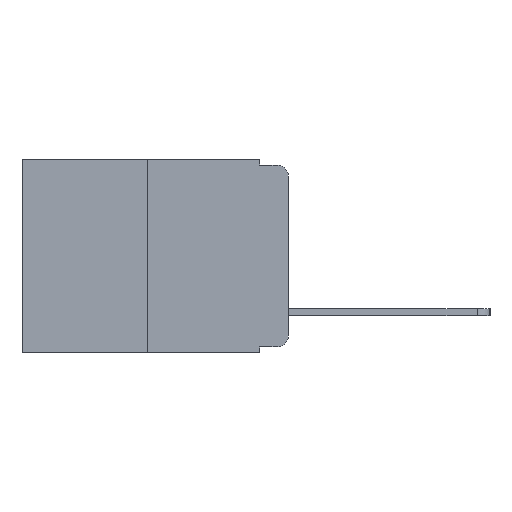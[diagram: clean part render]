
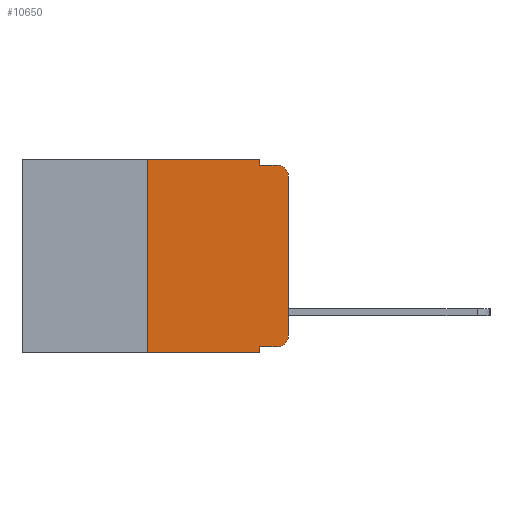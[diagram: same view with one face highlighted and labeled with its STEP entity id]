
A CAD part, left-side view. The second image highlights one B-rep face of the part: STEP entity #10650.
In plain terms, the highlighted planar face has unit normal (-1, 0, 0).
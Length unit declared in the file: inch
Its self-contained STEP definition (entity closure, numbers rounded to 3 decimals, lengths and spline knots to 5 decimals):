
#112 = ORIENTED_EDGE ( 'NONE', *, *, #18198, .F. ) ;
#292 = EDGE_CURVE ( 'NONE', #1520, #9360, #8663, .T. ) ;
#432 = CARTESIAN_POINT ( 'NONE',  ( 0., 0., -0.313 ) ) ;
#510 = CARTESIAN_POINT ( 'NONE',  ( 0., 0.25, -0.343 ) ) ;
#919 = VERTEX_POINT ( 'NONE', #510 ) ;
#983 = VERTEX_POINT ( 'NONE', #12198 ) ;
#1225 = LINE ( 'NONE', #17119, #18056 ) ;
#1234 = ORIENTED_EDGE ( 'NONE', *, *, #9761, .F. ) ;
#1499 = CARTESIAN_POINT ( 'NONE',  ( 0., 0.02, -0.01 ) ) ;
#1520 = VERTEX_POINT ( 'NONE', #432 ) ;
#1631 = DIRECTION ( 'NONE',  ( 1., 0., 0. ) ) ;
#2074 = CARTESIAN_POINT ( 'NONE',  ( 0., 0.051, -0.333 ) ) ;
#2479 = CARTESIAN_POINT ( 'NONE',  ( 0., 0.051, 0. ) ) ;
#3066 = VERTEX_POINT ( 'NONE', #5254 ) ;
#3079 = VERTEX_POINT ( 'NONE', #5403 ) ;
#3169 = DIRECTION ( 'NONE',  ( 0., -1., 0. ) ) ;
#3393 = VECTOR ( 'NONE', #3169, 39.37008 ) ;
#3948 = ORIENTED_EDGE ( 'NONE', *, *, #16151, .T. ) ;
#4147 = AXIS2_PLACEMENT_3D ( 'NONE', #19442, #9060, #21083 ) ;
#4160 = VERTEX_POINT ( 'NONE', #21419 ) ;
#4380 = VECTOR ( 'NONE', #22268, 39.37008 ) ;
#4390 = CARTESIAN_POINT ( 'NONE',  ( 0., 0.473, 0. ) ) ;
#4491 = ORIENTED_EDGE ( 'NONE', *, *, #14642, .F. ) ;
#4498 = LINE ( 'NONE', #14620, #8511 ) ;
#5022 = PLANE ( 'NONE',  #19593 ) ;
#5254 = CARTESIAN_POINT ( 'NONE',  ( 0., 0.25, 0. ) ) ;
#5375 = DIRECTION ( 'NONE',  ( 0., 0., 1. ) ) ;
#5403 = CARTESIAN_POINT ( 'NONE',  ( 0., 0.051, 0. ) ) ;
#5590 = CARTESIAN_POINT ( 'NONE',  ( 0., 0.02, -0.03 ) ) ;
#5747 = AXIS2_PLACEMENT_3D ( 'NONE', #5590, #17757, #7311 ) ;
#5847 = LINE ( 'NONE', #2479, #14479 ) ;
#6107 = DIRECTION ( 'NONE',  ( 0., -1., 0. ) ) ;
#6665 = DIRECTION ( 'NONE',  ( 0., 0., -1. ) ) ;
#6886 = ORIENTED_EDGE ( 'NONE', *, *, #15824, .F. ) ;
#7232 = CIRCLE ( 'NONE', #4147, 0.02 ) ;
#7311 = DIRECTION ( 'NONE',  ( 0., 0., -1. ) ) ;
#7519 = LINE ( 'NONE', #4390, #16224 ) ;
#7703 = ORIENTED_EDGE ( 'NONE', *, *, #292, .T. ) ;
#8511 = VECTOR ( 'NONE', #16412, 39.37008 ) ;
#8663 = LINE ( 'NONE', #12566, #16311 ) ;
#9057 = ORIENTED_EDGE ( 'NONE', *, *, #13477, .T. ) ;
#9059 = LINE ( 'NONE', #11742, #3393 ) ;
#9060 = DIRECTION ( 'NONE',  ( -1., 0., 0. ) ) ;
#9360 = VERTEX_POINT ( 'NONE', #12835 ) ;
#9409 = DIRECTION ( 'NONE',  ( 0., 0., -1. ) ) ;
#9761 = EDGE_CURVE ( 'NONE', #3066, #3079, #7519, .T. ) ;
#10650 = ADVANCED_FACE ( 'NONE', ( #14759 ), #5022, .F. ) ;
#11529 = VERTEX_POINT ( 'NONE', #1499 ) ;
#11742 = CARTESIAN_POINT ( 'NONE',  ( 0., 0.051, -0.01 ) ) ;
#11753 = VERTEX_POINT ( 'NONE', #16018 ) ;
#11998 = CARTESIAN_POINT ( 'NONE',  ( 0., 0.473, 0. ) ) ;
#12198 = CARTESIAN_POINT ( 'NONE',  ( 0., 0.02, -0.333 ) ) ;
#12314 = ORIENTED_EDGE ( 'NONE', *, *, #20389, .T. ) ;
#12318 = VERTEX_POINT ( 'NONE', #2074 ) ;
#12340 = EDGE_CURVE ( 'NONE', #983, #1520, #7232, .T. ) ;
#12566 = CARTESIAN_POINT ( 'NONE',  ( 0., 0., 0. ) ) ;
#12824 = ORIENTED_EDGE ( 'NONE', *, *, #19297, .F. ) ;
#12835 = CARTESIAN_POINT ( 'NONE',  ( 0., 0., -0.03 ) ) ;
#13477 = EDGE_CURVE ( 'NONE', #12318, #983, #4498, .T. ) ;
#13674 = DIRECTION ( 'NONE',  ( 0., 0., -1. ) ) ;
#14186 = CARTESIAN_POINT ( 'NONE',  ( 0., 0.25, 0. ) ) ;
#14479 = VECTOR ( 'NONE', #9409, 39.37008 ) ;
#14620 = CARTESIAN_POINT ( 'NONE',  ( 0., 0.051, -0.333 ) ) ;
#14642 = EDGE_CURVE ( 'NONE', #12318, #11753, #1225, .T. ) ;
#14759 = FACE_OUTER_BOUND ( 'NONE', #14764, .T. ) ;
#14764 = EDGE_LOOP ( 'NONE', ( #7703, #12314, #12824, #112, #1234, #6886, #3948, #4491, #9057, #18334 ) ) ;
#15824 = EDGE_CURVE ( 'NONE', #919, #3066, #18248, .T. ) ;
#15984 = DIRECTION ( 'NONE',  ( 0., 0., 1. ) ) ;
#16018 = CARTESIAN_POINT ( 'NONE',  ( 0., 0.051, -0.343 ) ) ;
#16151 = EDGE_CURVE ( 'NONE', #919, #11753, #18232, .T. ) ;
#16224 = VECTOR ( 'NONE', #6107, 39.37008 ) ;
#16311 = VECTOR ( 'NONE', #5375, 39.37008 ) ;
#16412 = DIRECTION ( 'NONE',  ( 0., -1., 0. ) ) ;
#16658 = CIRCLE ( 'NONE', #5747, 0.02 ) ;
#17119 = CARTESIAN_POINT ( 'NONE',  ( 0., 0.051, 0. ) ) ;
#17729 = VECTOR ( 'NONE', #15984, 39.37008 ) ;
#17757 = DIRECTION ( 'NONE',  ( -1., 0., 0. ) ) ;
#18056 = VECTOR ( 'NONE', #6665, 39.37008 ) ;
#18198 = EDGE_CURVE ( 'NONE', #3079, #4160, #5847, .T. ) ;
#18232 = LINE ( 'NONE', #20559, #4380 ) ;
#18248 = LINE ( 'NONE', #14186, #17729 ) ;
#18334 = ORIENTED_EDGE ( 'NONE', *, *, #12340, .T. ) ;
#19297 = EDGE_CURVE ( 'NONE', #4160, #11529, #9059, .T. ) ;
#19442 = CARTESIAN_POINT ( 'NONE',  ( 0., 0.02, -0.313 ) ) ;
#19593 = AXIS2_PLACEMENT_3D ( 'NONE', #11998, #1631, #13674 ) ;
#20389 = EDGE_CURVE ( 'NONE', #9360, #11529, #16658, .T. ) ;
#20559 = CARTESIAN_POINT ( 'NONE',  ( 0., 0.473, -0.343 ) ) ;
#21083 = DIRECTION ( 'NONE',  ( 0., 0., -1. ) ) ;
#21419 = CARTESIAN_POINT ( 'NONE',  ( 0., 0.051, -0.01 ) ) ;
#22268 = DIRECTION ( 'NONE',  ( 0., -1., 0. ) ) ;
